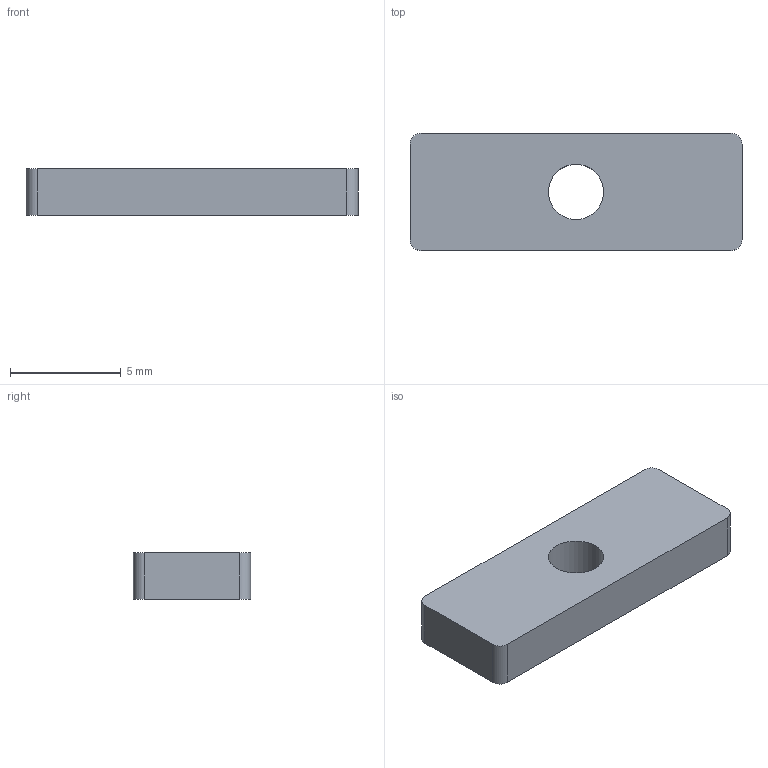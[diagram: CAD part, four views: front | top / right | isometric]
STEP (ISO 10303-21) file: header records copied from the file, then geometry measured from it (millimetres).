
FILE_DESCRIPTION(('FreeCAD Model'),'2;1');
FILE_NAME('t_nut_xl_openbeam.step', '2019-03-12T20:37:59',('Felix Morgner'),(''), 'Open CASCADE STEP processor 7.3','FreeCAD','Unknown');
FILE_SCHEMA(('AUTOMOTIVE_DESIGN { 1 0 10303 214 1 1 1 1 }'));
Length unit declared in the file: millimetre
Products named in the file (2): Makerbeam_T-Nut_for_MakerbeamXL_and_Openbeam; Body
Assembly tree (1 placements, depth 2):
  Makerbeam_T-Nut_for_MakerbeamXL_and_Openbeam
    Body
Bounding box: 15 x 5.3 x 2.1 mm (x, y, z)
Volume: 156.2 mm3; surface area: 248.7 mm2
Topology: 1 solids, 1 shells, 11 faces, 27 edges, 18 vertices
Faces by surface type: plane 6, cylinder 5
Full cylindrical faces by diameter (mm): 2.5 x1
Entity records: 740 total; most frequent: CARTESIAN_POINT 142, DIRECTION 112, LINE 61, VECTOR 61, ORIENTED_EDGE 54, PCURVE 54, DEFINITIONAL_REPRESENTATION 54, EDGE_CURVE 27
